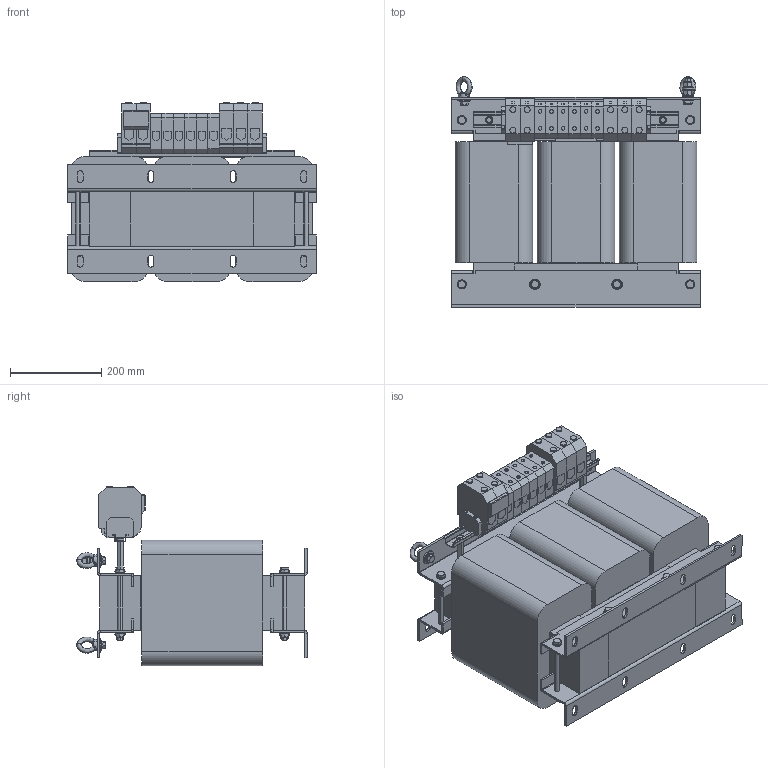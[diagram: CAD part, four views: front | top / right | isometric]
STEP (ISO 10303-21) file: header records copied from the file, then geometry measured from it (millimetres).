
FILE_DESCRIPTION (( 'STEP AP214' ), '1' );
FILE_NAME ('211364.STEP', '2020-05-28T17:30:14', ( '' ), ( '' ), 'SwSTEP 2.0', 'SolidWorks 2018', '' );
FILE_SCHEMA (( 'AUTOMOTIVE_DESIGN' ));
Length unit declared in the file: millimetre
Products named in the file (1): 211364
Bounding box: 545 x 505 x 393 mm (x, y, z)
Volume: 50586206.4 mm3; surface area: 1825685.4 mm2
Topology: 1 solids, 1 shells, 1611 faces, 3991 edges, 2475 vertices
Faces by surface type: plane 1018, cylinder 255, cone 206, bspline 100, torus 28, sphere 4
Entity records: 53345 total; most frequent: CARTESIAN_POINT 16232, ORIENTED_EDGE 7974, DIRECTION 7197, EDGE_CURVE 3987, VERTEX_POINT 2475, VECTOR 2453, LINE 2453, AXIS2_PLACEMENT_3D 2372
